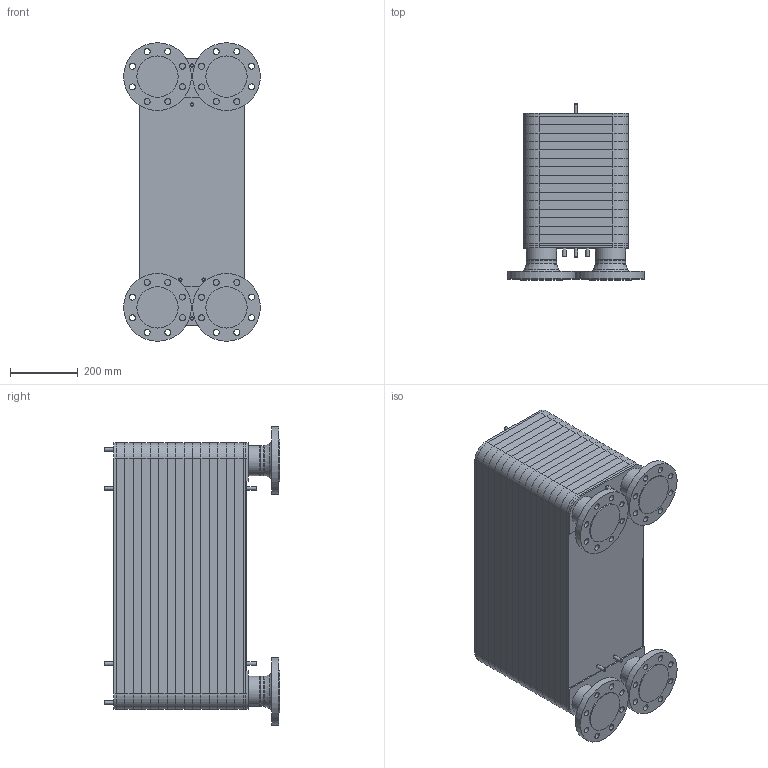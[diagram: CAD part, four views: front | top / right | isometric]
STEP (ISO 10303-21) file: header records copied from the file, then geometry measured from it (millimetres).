
FILE_DESCRIPTION(/* description */ (''),/* implementation_level */ '2;1');
FILE_NAME(/* name */ '3d_235_150-8022200.stp',/* time_stamp */ '2019-05-24T09:03:20+02:00',/* author */ ('Andrzej'),/* organization */ (''),/* preprocessor_version */ 'ST-DEVELOPER v16.13',/* originating_system */ 'AutoCAD Mechanical',/* authorisation */ '');
FILE_SCHEMA (('AUTOMOTIVE_DESIGN { 1 0 10303 214 3 1 1 }'));
Length unit declared in the file: millimetre
Products named in the file (1): Product
Bounding box: 404 x 519 x 882 mm (x, y, z)
Volume: 100052667.1 mm3; surface area: 9978328.7 mm2
Topology: 22 solids, 22 shells, 295 faces, 1989 edges, 3075 vertices
Faces by surface type: plane 137, cylinder 129, cone 21, torus 8
Full cylindrical faces by diameter (mm): 10 x9, 18 x32, 88.9 x8, 122 x4, 200 x4
Entity records: 19252 total; most frequent: CARTESIAN_POINT 5274, DIRECTION 3438, STYLED_ITEM 1342, TRIMMED_CURVE 1320, AXIS2_PLACEMENT_3D 1239, ORIENTED_EDGE 1166, LINE 960, VECTOR 960
